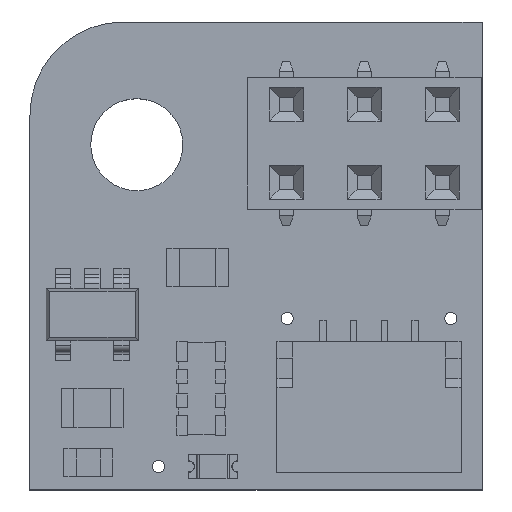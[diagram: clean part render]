
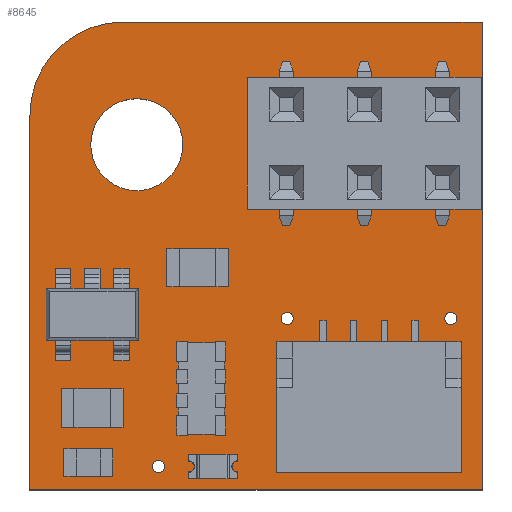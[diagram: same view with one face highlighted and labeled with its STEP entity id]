
A CAD part, top view. The second image highlights one B-rep face of the part: STEP entity #8645.
In plain terms, the highlighted planar face has unit normal (0, 0, 1).
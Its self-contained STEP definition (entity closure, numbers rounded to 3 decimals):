
#93=FACE_BOUND('',#1049,.T.);
#94=FACE_BOUND('',#1050,.T.);
#95=FACE_BOUND('',#1051,.T.);
#96=FACE_BOUND('',#1052,.T.);
#97=FACE_BOUND('',#1053,.T.);
#98=FACE_BOUND('',#1054,.T.);
#99=FACE_BOUND('',#1055,.T.);
#100=FACE_BOUND('',#1056,.T.);
#101=FACE_BOUND('',#1057,.T.);
#102=FACE_BOUND('',#1058,.T.);
#103=FACE_BOUND('',#1059,.T.);
#104=FACE_BOUND('',#1060,.T.);
#105=FACE_BOUND('',#1061,.T.);
#106=FACE_BOUND('',#1062,.T.);
#142=PLANE('',#9254);
#578=FACE_OUTER_BOUND('',#1048,.T.);
#1048=EDGE_LOOP('',(#5977,#5978,#5979,#5980,#5981));
#1049=EDGE_LOOP('',(#5982));
#1050=EDGE_LOOP('',(#5983));
#1051=EDGE_LOOP('',(#5984));
#1052=EDGE_LOOP('',(#5985));
#1053=EDGE_LOOP('',(#5986));
#1054=EDGE_LOOP('',(#5987));
#1055=EDGE_LOOP('',(#5988));
#1056=EDGE_LOOP('',(#5989));
#1057=EDGE_LOOP('',(#5990));
#1058=EDGE_LOOP('',(#5991));
#1059=EDGE_LOOP('',(#5992));
#1060=EDGE_LOOP('',(#5993));
#1061=EDGE_LOOP('',(#5994));
#1062=EDGE_LOOP('',(#5995));
#1560=LINE('',#12167,#2685);
#1563=LINE('',#12173,#2688);
#1567=LINE('',#12185,#2692);
#1570=LINE('',#12189,#2695);
#2685=VECTOR('',#9891,10.);
#2688=VECTOR('',#9896,10.);
#2692=VECTOR('',#9908,10.);
#2695=VECTOR('',#9913,10.);
#3795=CIRCLE('',#9207,0.5);
#3797=CIRCLE('',#9210,0.5);
#3799=CIRCLE('',#9213,0.5);
#3801=CIRCLE('',#9216,0.197);
#3803=CIRCLE('',#9219,0.197);
#3805=CIRCLE('',#9222,0.197);
#3807=CIRCLE('',#9225,0.197);
#3809=CIRCLE('',#9228,0.197);
#3811=CIRCLE('',#9231,0.197);
#3813=CIRCLE('',#9234,0.197);
#3815=CIRCLE('',#9237,1.5);
#3817=CIRCLE('',#9240,0.5);
#3819=CIRCLE('',#9243,0.5);
#3821=CIRCLE('',#9246,0.5);
#3823=CIRCLE('',#9251,3.035);
#3885=VERTEX_POINT('',#12079);
#3887=VERTEX_POINT('',#12085);
#3889=VERTEX_POINT('',#12091);
#3891=VERTEX_POINT('',#12097);
#3893=VERTEX_POINT('',#12103);
#3895=VERTEX_POINT('',#12109);
#3897=VERTEX_POINT('',#12115);
#3899=VERTEX_POINT('',#12121);
#3901=VERTEX_POINT('',#12127);
#3903=VERTEX_POINT('',#12133);
#3905=VERTEX_POINT('',#12139);
#3907=VERTEX_POINT('',#12145);
#3909=VERTEX_POINT('',#12151);
#3911=VERTEX_POINT('',#12157);
#3914=VERTEX_POINT('',#12164);
#3915=VERTEX_POINT('',#12166);
#3917=VERTEX_POINT('',#12172);
#3919=VERTEX_POINT('',#12178);
#3921=VERTEX_POINT('',#12184);
#4680=EDGE_CURVE('',#3885,#3885,#3795,.T.);
#4683=EDGE_CURVE('',#3887,#3887,#3797,.T.);
#4686=EDGE_CURVE('',#3889,#3889,#3799,.T.);
#4689=EDGE_CURVE('',#3891,#3891,#3801,.T.);
#4692=EDGE_CURVE('',#3893,#3893,#3803,.T.);
#4695=EDGE_CURVE('',#3895,#3895,#3805,.T.);
#4698=EDGE_CURVE('',#3897,#3897,#3807,.T.);
#4701=EDGE_CURVE('',#3899,#3899,#3809,.T.);
#4704=EDGE_CURVE('',#3901,#3901,#3811,.T.);
#4707=EDGE_CURVE('',#3903,#3903,#3813,.T.);
#4710=EDGE_CURVE('',#3905,#3905,#3815,.T.);
#4713=EDGE_CURVE('',#3907,#3907,#3817,.T.);
#4716=EDGE_CURVE('',#3909,#3909,#3819,.T.);
#4719=EDGE_CURVE('',#3911,#3911,#3821,.T.);
#4722=EDGE_CURVE('',#3915,#3914,#1560,.T.);
#4725=EDGE_CURVE('',#3917,#3915,#1563,.T.);
#4728=EDGE_CURVE('',#3919,#3917,#3823,.T.);
#4731=EDGE_CURVE('',#3921,#3919,#1567,.T.);
#4734=EDGE_CURVE('',#3914,#3921,#1570,.T.);
#5977=ORIENTED_EDGE('',*,*,#4734,.T.);
#5978=ORIENTED_EDGE('',*,*,#4731,.T.);
#5979=ORIENTED_EDGE('',*,*,#4728,.T.);
#5980=ORIENTED_EDGE('',*,*,#4725,.T.);
#5981=ORIENTED_EDGE('',*,*,#4722,.T.);
#5982=ORIENTED_EDGE('',*,*,#4680,.T.);
#5983=ORIENTED_EDGE('',*,*,#4683,.T.);
#5984=ORIENTED_EDGE('',*,*,#4686,.T.);
#5985=ORIENTED_EDGE('',*,*,#4689,.T.);
#5986=ORIENTED_EDGE('',*,*,#4692,.T.);
#5987=ORIENTED_EDGE('',*,*,#4695,.T.);
#5988=ORIENTED_EDGE('',*,*,#4698,.T.);
#5989=ORIENTED_EDGE('',*,*,#4701,.T.);
#5990=ORIENTED_EDGE('',*,*,#4704,.T.);
#5991=ORIENTED_EDGE('',*,*,#4707,.T.);
#5992=ORIENTED_EDGE('',*,*,#4710,.T.);
#5993=ORIENTED_EDGE('',*,*,#4713,.T.);
#5994=ORIENTED_EDGE('',*,*,#4716,.T.);
#5995=ORIENTED_EDGE('',*,*,#4719,.T.);
#8645=ADVANCED_FACE('',(#578,#93,#94,#95,#96,#97,#98,#99,#100,#101,#102,
#103,#104,#105,#106),#142,.T.);
#9207=AXIS2_PLACEMENT_3D('',#12081,#9794,#9795);
#9210=AXIS2_PLACEMENT_3D('',#12087,#9801,#9802);
#9213=AXIS2_PLACEMENT_3D('',#12093,#9808,#9809);
#9216=AXIS2_PLACEMENT_3D('',#12099,#9815,#9816);
#9219=AXIS2_PLACEMENT_3D('',#12105,#9822,#9823);
#9222=AXIS2_PLACEMENT_3D('',#12111,#9829,#9830);
#9225=AXIS2_PLACEMENT_3D('',#12117,#9836,#9837);
#9228=AXIS2_PLACEMENT_3D('',#12123,#9843,#9844);
#9231=AXIS2_PLACEMENT_3D('',#12129,#9850,#9851);
#9234=AXIS2_PLACEMENT_3D('',#12135,#9857,#9858);
#9237=AXIS2_PLACEMENT_3D('',#12141,#9864,#9865);
#9240=AXIS2_PLACEMENT_3D('',#12147,#9871,#9872);
#9243=AXIS2_PLACEMENT_3D('',#12153,#9878,#9879);
#9246=AXIS2_PLACEMENT_3D('',#12159,#9885,#9886);
#9251=AXIS2_PLACEMENT_3D('',#12179,#9902,#9903);
#9254=AXIS2_PLACEMENT_3D('',#12190,#9914,#9915);
#9794=DIRECTION('center_axis',(0.,0.,-1.));
#9795=DIRECTION('ref_axis',(1.,0.,0.));
#9801=DIRECTION('center_axis',(0.,0.,-1.));
#9802=DIRECTION('ref_axis',(1.,0.,0.));
#9808=DIRECTION('center_axis',(0.,0.,-1.));
#9809=DIRECTION('ref_axis',(1.,0.,0.));
#9815=DIRECTION('center_axis',(0.,0.,-1.));
#9816=DIRECTION('ref_axis',(1.,0.,0.));
#9822=DIRECTION('center_axis',(0.,0.,-1.));
#9823=DIRECTION('ref_axis',(1.,0.,0.));
#9829=DIRECTION('center_axis',(0.,0.,-1.));
#9830=DIRECTION('ref_axis',(1.,0.,0.));
#9836=DIRECTION('center_axis',(0.,0.,-1.));
#9837=DIRECTION('ref_axis',(1.,0.,0.));
#9843=DIRECTION('center_axis',(0.,0.,-1.));
#9844=DIRECTION('ref_axis',(1.,0.,0.));
#9850=DIRECTION('center_axis',(0.,0.,-1.));
#9851=DIRECTION('ref_axis',(1.,0.,0.));
#9857=DIRECTION('center_axis',(0.,0.,-1.));
#9858=DIRECTION('ref_axis',(1.,0.,0.));
#9864=DIRECTION('center_axis',(0.,0.,-1.));
#9865=DIRECTION('ref_axis',(1.,0.,0.));
#9871=DIRECTION('center_axis',(0.,0.,-1.));
#9872=DIRECTION('ref_axis',(1.,0.,0.));
#9878=DIRECTION('center_axis',(0.,0.,-1.));
#9879=DIRECTION('ref_axis',(1.,0.,0.));
#9885=DIRECTION('center_axis',(0.,0.,-1.));
#9886=DIRECTION('ref_axis',(1.,0.,0.));
#9891=DIRECTION('',(1.,0.,0.));
#9896=DIRECTION('',(0.,-1.,0.));
#9902=DIRECTION('center_axis',(0.,0.,1.));
#9903=DIRECTION('ref_axis',(-0.003,1.,0.));
#9908=DIRECTION('',(-1.,0.001,0.));
#9913=DIRECTION('',(0.,1.,0.));
#9914=DIRECTION('center_axis',(0.,0.,1.));
#9915=DIRECTION('ref_axis',(1.,0.,0.));
#12079=CARTESIAN_POINT('',(12.937,9.982,1.57));
#12081=CARTESIAN_POINT('Origin',(13.437,9.982,1.57));
#12085=CARTESIAN_POINT('',(10.397,9.982,1.57));
#12087=CARTESIAN_POINT('Origin',(10.897,9.982,1.57));
#12091=CARTESIAN_POINT('',(7.857,9.982,1.57));
#12093=CARTESIAN_POINT('Origin',(8.357,9.982,1.57));
#12097=CARTESIAN_POINT('',(1.835,5.588,1.57));
#12099=CARTESIAN_POINT('Origin',(2.032,5.588,1.57));
#12103=CARTESIAN_POINT('',(8.185,5.588,1.57));
#12105=CARTESIAN_POINT('Origin',(8.382,5.588,1.57));
#12109=CARTESIAN_POINT('',(12.122,1.143,1.57));
#12111=CARTESIAN_POINT('Origin',(12.319,1.143,1.57));
#12115=CARTESIAN_POINT('',(13.519,5.588,1.57));
#12117=CARTESIAN_POINT('Origin',(13.716,5.588,1.57));
#12121=CARTESIAN_POINT('',(9.455,1.143,1.57));
#12123=CARTESIAN_POINT('Origin',(9.652,1.143,1.57));
#12127=CARTESIAN_POINT('',(13.519,3.048,1.57));
#12129=CARTESIAN_POINT('Origin',(13.716,3.048,1.57));
#12133=CARTESIAN_POINT('',(3.994,0.762,1.57));
#12135=CARTESIAN_POINT('Origin',(4.191,0.762,1.57));
#12139=CARTESIAN_POINT('',(1.98,11.252,1.57));
#12141=CARTESIAN_POINT('Origin',(3.48,11.252,1.57));
#12145=CARTESIAN_POINT('',(7.857,12.522,1.57));
#12147=CARTESIAN_POINT('Origin',(8.357,12.522,1.57));
#12151=CARTESIAN_POINT('',(10.397,12.522,1.57));
#12153=CARTESIAN_POINT('Origin',(10.897,12.522,1.57));
#12157=CARTESIAN_POINT('',(12.937,12.522,1.57));
#12159=CARTESIAN_POINT('Origin',(13.437,12.522,1.57));
#12164=CARTESIAN_POINT('',(14.732,0.,1.57));
#12166=CARTESIAN_POINT('',(0.,0.,1.57));
#12167=CARTESIAN_POINT('',(0.,0.,1.57));
#12172=CARTESIAN_POINT('',(0.,12.202,1.57));
#12173=CARTESIAN_POINT('',(0.,12.202,1.57));
#12178=CARTESIAN_POINT('',(3.025,15.25,1.57));
#12179=CARTESIAN_POINT('Origin',(3.035,12.215,1.57));
#12184=CARTESIAN_POINT('',(14.732,15.24,1.57));
#12185=CARTESIAN_POINT('',(14.732,15.24,1.57));
#12189=CARTESIAN_POINT('',(14.732,0.,1.57));
#12190=CARTESIAN_POINT('Origin',(7.366,7.625,1.57));
